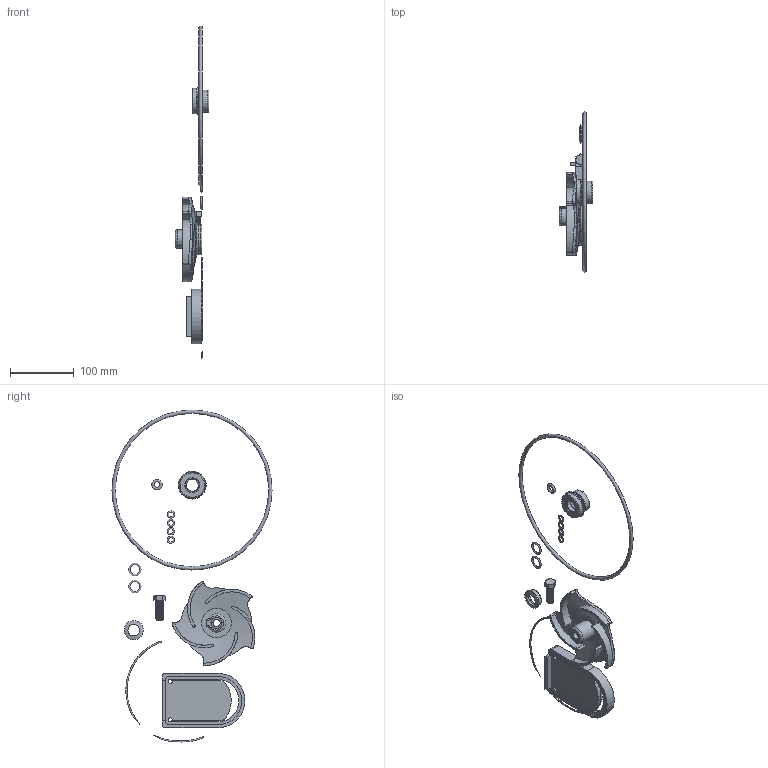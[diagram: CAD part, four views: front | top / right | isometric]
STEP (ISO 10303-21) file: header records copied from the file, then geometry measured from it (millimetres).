
FILE_DESCRIPTION(/* description */ ('2" PUMP REPAIR KIT-5 VANE-FKM'),/* implementation_level */ '2;1');
FILE_NAME(/* name */ '12000AV.stp',/* time_stamp */ '2019-06-21T07:35:04-04:00',/* author */ ('DMK'),/* organization */ (''),/* preprocessor_version */ 'ST-DEVELOPER v17.2',/* originating_system */ 'Autodesk Inventor 2019',/* authorisation */ '');
FILE_SCHEMA (('AUTOMOTIVE_DESIGN { 1 0 10303 214 3 1 1 }'));
Length unit declared in the file: inch
Products named in the file (14): 12000AV; 12772; 12099; 12705V; 12716; 12754V; UV15163V; RK1003P; 12713V; 12713V_1; 12710V; 12717V; 12719AV; A204V
Assembly tree (17 placements, depth 4):
  12000AV
    12772
    12099
    12705V
    12716
    12754V
    UV15163V  x2
    RK1003P
      12713V
        12713V_1
        12710V
      12717V  x4
      12719AV
      A204V
Bounding box: 53.12 x 251.33 x 521.25 mm (x, y, z)
Volume: 228477.1 mm3; surface area: 105059.6 mm2
Topology: 15 solids, 15 shells, 638 faces, 1738 edges, 1141 vertices
Faces by surface type: plane 210, cylinder 166, bspline 158, cone 71, torus 31, sphere 2
Full cylindrical faces by diameter (mm): 9.629 x17, 11.1 x1, 11.112 x16, 17.399 x1, 18.263 x1, 19.05 x3, 20.637 x1, 22.225 x1, 24.892 x1, 25.4 x1, 26.924 x1, 26.987 x1, 28.575 x1, 30.226 x1, 33.147 x1, 33.337 x1, 34.925 x2, 40.005 x1, 43.688 x1, 44.45 x1
Entity records: 26670 total; most frequent: CARTESIAN_POINT 11713, ORIENTED_EDGE 3448, DIRECTION 2479, EDGE_CURVE 1724, VERTEX_POINT 1137, AXIS2_PLACEMENT_3D 939, EDGE_LOOP 677, FACE_OUTER_BOUND 634
